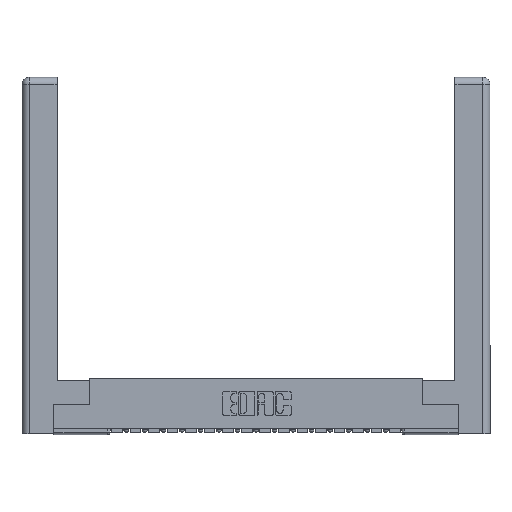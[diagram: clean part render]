
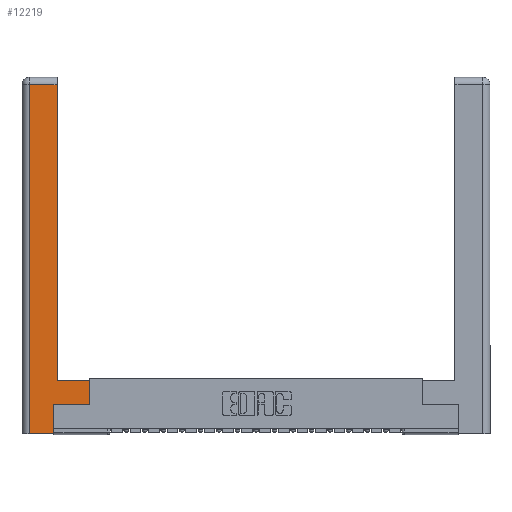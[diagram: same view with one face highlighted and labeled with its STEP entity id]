
A CAD part, top view. The second image highlights one B-rep face of the part: STEP entity #12219.
In plain terms, the highlighted planar face has unit normal (0, 0, 1).
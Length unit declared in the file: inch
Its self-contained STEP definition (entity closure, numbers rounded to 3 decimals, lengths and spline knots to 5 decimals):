
#105 = EDGE_CURVE ( 'NONE', #8440, #20245, #9774, .T. ) ;
#266 = VECTOR ( 'NONE', #6922, 39.37008 ) ;
#294 = CARTESIAN_POINT ( 'NONE',  ( 0.295, 2.94, 0. ) ) ;
#372 = EDGE_LOOP ( 'NONE', ( #2753, #6201, #2691, #15126, #19000, #10293, #5804, #6323 ) ) ;
#648 = CARTESIAN_POINT ( 'NONE',  ( 0.0615, 2.94, 0. ) ) ;
#938 = CARTESIAN_POINT ( 'NONE',  ( 0.565, 0.245, 0. ) ) ;
#1468 = LINE ( 'NONE', #938, #266 ) ;
#1703 = CARTESIAN_POINT ( 'NONE',  ( 0.265, 0.245, 0. ) ) ;
#1957 = VECTOR ( 'NONE', #16281, 39.37008 ) ;
#2113 = CARTESIAN_POINT ( 'NONE',  ( 0.565, 0.45, 0. ) ) ;
#2146 = EDGE_CURVE ( 'NONE', #16575, #10850, #19897, .T. ) ;
#2214 = LINE ( 'NONE', #15744, #3727 ) ;
#2412 = DIRECTION ( 'NONE',  ( 0., 0., -1. ) ) ;
#2691 = ORIENTED_EDGE ( 'NONE', *, *, #2146, .T. ) ;
#2753 = ORIENTED_EDGE ( 'NONE', *, *, #10428, .T. ) ;
#2943 = DIRECTION ( 'NONE',  ( 1., 0., 0. ) ) ;
#3641 = VERTEX_POINT ( 'NONE', #9556 ) ;
#3727 = VECTOR ( 'NONE', #2943, 39.37008 ) ;
#4526 = LINE ( 'NONE', #2113, #16930 ) ;
#5288 = DIRECTION ( 'NONE',  ( 0., 1., 0. ) ) ;
#5804 = ORIENTED_EDGE ( 'NONE', *, *, #14547, .T. ) ;
#6072 = CARTESIAN_POINT ( 'NONE',  ( 0.0615, 0., 0. ) ) ;
#6201 = ORIENTED_EDGE ( 'NONE', *, *, #11789, .T. ) ;
#6323 = ORIENTED_EDGE ( 'NONE', *, *, #15088, .T. ) ;
#6340 = CARTESIAN_POINT ( 'NONE',  ( 0.0615, 0., 0. ) ) ;
#6655 = VECTOR ( 'NONE', #9517, 39.37008 ) ;
#6922 = DIRECTION ( 'NONE',  ( 1., 0., 0. ) ) ;
#7611 = DIRECTION ( 'NONE',  ( 0., -1., 0. ) ) ;
#8205 = CARTESIAN_POINT ( 'NONE',  ( 0.0615, 2.94, 0. ) ) ;
#8440 = VERTEX_POINT ( 'NONE', #20516 ) ;
#9372 = VERTEX_POINT ( 'NONE', #20045 ) ;
#9485 = VERTEX_POINT ( 'NONE', #294 ) ;
#9517 = DIRECTION ( 'NONE',  ( 0., 1., 0. ) ) ;
#9556 = CARTESIAN_POINT ( 'NONE',  ( 0.295, 0.45, 0. ) ) ;
#9774 = LINE ( 'NONE', #1703, #10522 ) ;
#10293 = ORIENTED_EDGE ( 'NONE', *, *, #11196, .T. ) ;
#10428 = EDGE_CURVE ( 'NONE', #3641, #9485, #10864, .T. ) ;
#10450 = VECTOR ( 'NONE', #17605, 39.37008 ) ;
#10522 = VECTOR ( 'NONE', #18939, 39.37008 ) ;
#10549 = FACE_OUTER_BOUND ( 'NONE', #372, .T. ) ;
#10850 = VERTEX_POINT ( 'NONE', #6340 ) ;
#10864 = LINE ( 'NONE', #15954, #6655 ) ;
#10988 = EDGE_CURVE ( 'NONE', #10850, #8440, #2214, .T. ) ;
#11196 = EDGE_CURVE ( 'NONE', #20245, #9372, #1468, .T. ) ;
#11789 = EDGE_CURVE ( 'NONE', #9485, #16575, #19547, .T. ) ;
#11848 = CARTESIAN_POINT ( 'NONE',  ( 0., 0., 0. ) ) ;
#12219 = ADVANCED_FACE ( 'NONE', ( #10549 ), #18269, .F. ) ;
#12943 = CARTESIAN_POINT ( 'NONE',  ( 0.295, 0.45, 0. ) ) ;
#13468 = DIRECTION ( 'NONE',  ( -1., 0., 0. ) ) ;
#14283 = AXIS2_PLACEMENT_3D ( 'NONE', #11848, #2412, #13468 ) ;
#14547 = EDGE_CURVE ( 'NONE', #9372, #17084, #4526, .T. ) ;
#15088 = EDGE_CURVE ( 'NONE', #17084, #3641, #18901, .T. ) ;
#15126 = ORIENTED_EDGE ( 'NONE', *, *, #10988, .T. ) ;
#15658 = VECTOR ( 'NONE', #7611, 39.37008 ) ;
#15744 = CARTESIAN_POINT ( 'NONE',  ( 0.265, 0., 0. ) ) ;
#15954 = CARTESIAN_POINT ( 'NONE',  ( 0.295, 3., 0. ) ) ;
#16281 = DIRECTION ( 'NONE',  ( -1., 0., 0. ) ) ;
#16575 = VERTEX_POINT ( 'NONE', #648 ) ;
#16930 = VECTOR ( 'NONE', #5288, 39.37008 ) ;
#17084 = VERTEX_POINT ( 'NONE', #19515 ) ;
#17605 = DIRECTION ( 'NONE',  ( -1., 0., 0. ) ) ;
#17721 = CARTESIAN_POINT ( 'NONE',  ( 0.265, 0.245, 0. ) ) ;
#18269 = PLANE ( 'NONE',  #14283 ) ;
#18901 = LINE ( 'NONE', #12943, #10450 ) ;
#18939 = DIRECTION ( 'NONE',  ( 0., 1., 0. ) ) ;
#19000 = ORIENTED_EDGE ( 'NONE', *, *, #105, .T. ) ;
#19515 = CARTESIAN_POINT ( 'NONE',  ( 0.565, 0.45, 0. ) ) ;
#19547 = LINE ( 'NONE', #8205, #1957 ) ;
#19897 = LINE ( 'NONE', #6072, #15658 ) ;
#20045 = CARTESIAN_POINT ( 'NONE',  ( 0.565, 0.245, 0. ) ) ;
#20245 = VERTEX_POINT ( 'NONE', #17721 ) ;
#20516 = CARTESIAN_POINT ( 'NONE',  ( 0.265, 0., 0. ) ) ;
